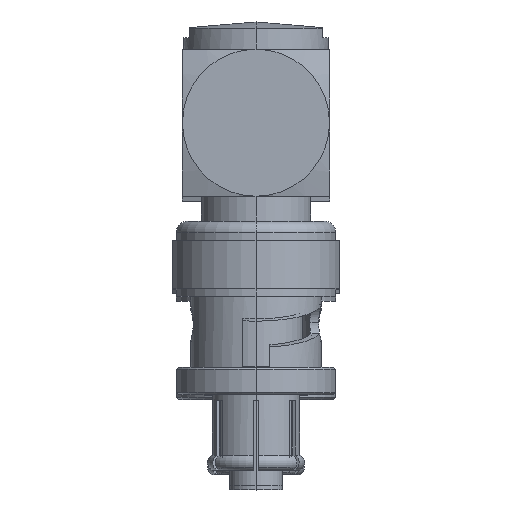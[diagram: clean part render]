
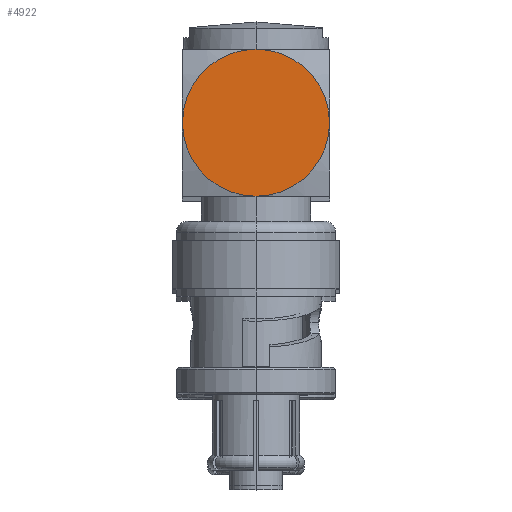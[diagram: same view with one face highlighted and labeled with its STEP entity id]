
A CAD part, top view. The second image highlights one B-rep face of the part: STEP entity #4922.
In plain terms, the highlighted face is planar.
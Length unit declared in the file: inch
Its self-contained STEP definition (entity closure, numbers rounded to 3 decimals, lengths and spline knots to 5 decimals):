
#209 = DIRECTION ( 'NONE',  ( -1., 0., 0. ) ) ;
#329 = EDGE_CURVE ( 'NONE', #7646, #2893, #3925, .T. ) ;
#434 = CARTESIAN_POINT ( 'NONE',  ( -0.25, -1.15702, -0.25 ) ) ;
#508 = EDGE_LOOP ( 'NONE', ( #2689, #5966, #3216, #7497 ) ) ;
#808 = CARTESIAN_POINT ( 'NONE',  ( -0.25, -1.15702, 0. ) ) ;
#1168 = CIRCLE ( 'NONE', #5574, 0.25 ) ;
#1300 = VERTEX_POINT ( 'NONE', #4992 ) ;
#1308 = DIRECTION ( 'NONE',  ( -1., 0., 0. ) ) ;
#1926 = CIRCLE ( 'NONE', #2929, 0.25 ) ;
#2084 = CIRCLE ( 'NONE', #6511, 0.25 ) ;
#2394 = CARTESIAN_POINT ( 'NONE',  ( -0.25, -1.15702, 0. ) ) ;
#2661 = AXIS2_PLACEMENT_3D ( 'NONE', #4093, #5876, #4687 ) ;
#2689 = ORIENTED_EDGE ( 'NONE', *, *, #7607, .T. ) ;
#2893 = VERTEX_POINT ( 'NONE', #5324 ) ;
#2929 = AXIS2_PLACEMENT_3D ( 'NONE', #2394, #6075, #7232 ) ;
#3007 = CARTESIAN_POINT ( 'NONE',  ( -0.25, -1.40702, 0. ) ) ;
#3216 = ORIENTED_EDGE ( 'NONE', *, *, #5727, .T. ) ;
#3639 = CARTESIAN_POINT ( 'NONE',  ( -0.25, -0.90702, -0.25 ) ) ;
#3670 = AXIS2_PLACEMENT_3D ( 'NONE', #3639, #6302, #3873 ) ;
#3873 = DIRECTION ( 'NONE',  ( 0., 0., 1. ) ) ;
#3925 = CIRCLE ( 'NONE', #2661, 0.25 ) ;
#4093 = CARTESIAN_POINT ( 'NONE',  ( -0.25, -1.15702, 0. ) ) ;
#4346 = DIRECTION ( 'NONE',  ( 0., 0., 1. ) ) ;
#4687 = DIRECTION ( 'NONE',  ( 0., -1., 0. ) ) ;
#4841 = FACE_OUTER_BOUND ( 'NONE', #508, .T. ) ;
#4922 = ADVANCED_FACE ( 'NONE', ( #4841 ), #6664, .T. ) ;
#4992 = CARTESIAN_POINT ( 'NONE',  ( -0.25, -0.90702, 0. ) ) ;
#5031 = DIRECTION ( 'NONE',  ( 0., 0., -1. ) ) ;
#5324 = CARTESIAN_POINT ( 'NONE',  ( -0.25, -1.15702, 0.25 ) ) ;
#5535 = EDGE_CURVE ( 'NONE', #1300, #6295, #1926, .T. ) ;
#5574 = AXIS2_PLACEMENT_3D ( 'NONE', #808, #209, #5031 ) ;
#5727 = EDGE_CURVE ( 'NONE', #6295, #7646, #1168, .T. ) ;
#5876 = DIRECTION ( 'NONE',  ( -1., 0., 0. ) ) ;
#5966 = ORIENTED_EDGE ( 'NONE', *, *, #5535, .T. ) ;
#6054 = CARTESIAN_POINT ( 'NONE',  ( -0.25, -1.15702, 0. ) ) ;
#6075 = DIRECTION ( 'NONE',  ( -1., 0., 0. ) ) ;
#6295 = VERTEX_POINT ( 'NONE', #434 ) ;
#6302 = DIRECTION ( 'NONE',  ( -1., 0., 0. ) ) ;
#6511 = AXIS2_PLACEMENT_3D ( 'NONE', #6054, #1308, #4346 ) ;
#6664 = PLANE ( 'NONE',  #3670 ) ;
#7232 = DIRECTION ( 'NONE',  ( 0., 1., 0. ) ) ;
#7497 = ORIENTED_EDGE ( 'NONE', *, *, #329, .T. ) ;
#7607 = EDGE_CURVE ( 'NONE', #2893, #1300, #2084, .T. ) ;
#7646 = VERTEX_POINT ( 'NONE', #3007 ) ;
